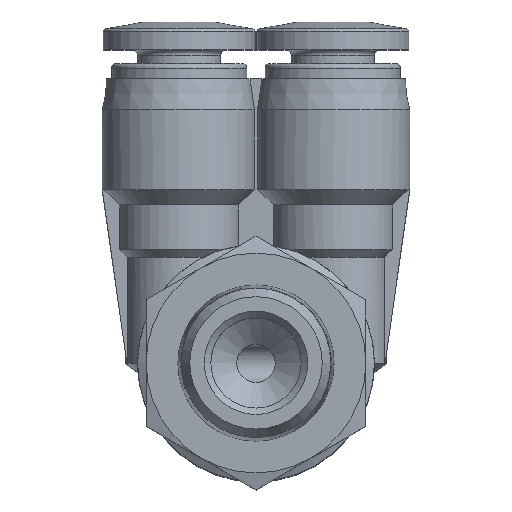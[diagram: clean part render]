
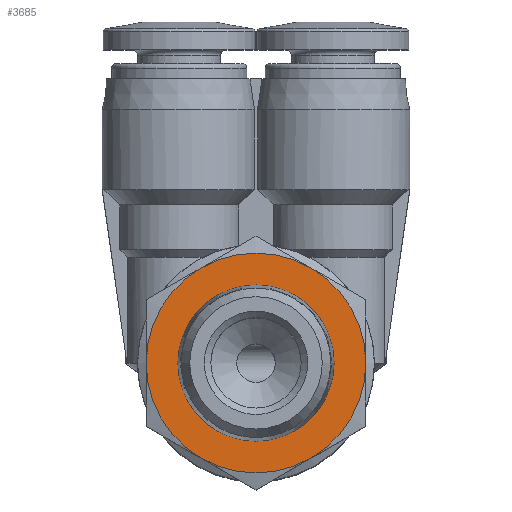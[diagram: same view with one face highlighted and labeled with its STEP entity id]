
A CAD part, top view. The second image highlights one B-rep face of the part: STEP entity #3685.
In plain terms, the highlighted planar face has unit normal (0, 0, 1).
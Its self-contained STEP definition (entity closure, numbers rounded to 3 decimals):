
#266=PLANE('',#3923);
#428=CIRCLE('',#3912,5.082);
#429=CIRCLE('',#3914,7.145);
#430=CIRCLE('',#3916,7.145);
#431=CIRCLE('',#3918,7.145);
#432=CIRCLE('',#3920,7.145);
#433=CIRCLE('',#3922,7.145);
#434=CIRCLE('',#3924,7.145);
#751=ORIENTED_EDGE('',*,*,#1381,.F.);
#752=ORIENTED_EDGE('',*,*,#1380,.F.);
#753=ORIENTED_EDGE('',*,*,#1379,.F.);
#754=ORIENTED_EDGE('',*,*,#1382,.F.);
#755=ORIENTED_EDGE('',*,*,#1378,.F.);
#756=ORIENTED_EDGE('',*,*,#1377,.F.);
#757=ORIENTED_EDGE('',*,*,#1376,.F.);
#1376=EDGE_CURVE('',#1698,#1698,#428,.T.);
#1377=EDGE_CURVE('',#1689,#1691,#429,.T.);
#1378=EDGE_CURVE('',#1691,#1693,#430,.T.);
#1379=EDGE_CURVE('',#1694,#1685,#431,.T.);
#1380=EDGE_CURVE('',#1685,#1687,#432,.T.);
#1381=EDGE_CURVE('',#1687,#1689,#433,.T.);
#1382=EDGE_CURVE('',#1693,#1694,#434,.T.);
#1685=VERTEX_POINT('',#5436);
#1687=VERTEX_POINT('',#5448);
#1689=VERTEX_POINT('',#5460);
#1691=VERTEX_POINT('',#5472);
#1693=VERTEX_POINT('',#5484);
#1694=VERTEX_POINT('',#5494);
#1698=VERTEX_POINT('',#5509);
#1887=EDGE_LOOP('',(#751,#752,#753,#754,#755,#756));
#1888=EDGE_LOOP('',(#757));
#2145=FACE_BOUND('',#1887,.T.);
#2146=FACE_BOUND('',#1888,.T.);
#3685=ADVANCED_FACE('',(#2145,#2146),#266,.F.);
#3912=AXIS2_PLACEMENT_3D('',#5508,#4380,#4381);
#3914=AXIS2_PLACEMENT_3D('',#5511,#4384,#4385);
#3916=AXIS2_PLACEMENT_3D('',#5513,#4388,#4389);
#3918=AXIS2_PLACEMENT_3D('',#5515,#4392,#4393);
#3920=AXIS2_PLACEMENT_3D('',#5517,#4396,#4397);
#3922=AXIS2_PLACEMENT_3D('',#5519,#4400,#4401);
#3923=AXIS2_PLACEMENT_3D('',#5520,#4402,#4403);
#3924=AXIS2_PLACEMENT_3D('',#5521,#4404,#4405);
#4380=DIRECTION('',(0.,0.,1.));
#4381=DIRECTION('',(1.,0.,0.));
#4384=DIRECTION('',(0.,0.,-1.));
#4385=DIRECTION('',(-1.,0.,0.));
#4388=DIRECTION('',(0.,0.,-1.));
#4389=DIRECTION('',(-1.,0.,0.));
#4392=DIRECTION('',(0.,0.,-1.));
#4393=DIRECTION('',(-1.,0.,0.));
#4396=DIRECTION('',(0.,0.,-1.));
#4397=DIRECTION('',(-1.,0.,0.));
#4400=DIRECTION('',(0.,0.,-1.));
#4401=DIRECTION('',(-1.,0.,0.));
#4402=DIRECTION('',(0.,0.,-1.));
#4403=DIRECTION('',(-1.,0.,0.));
#4404=DIRECTION('',(0.,0.,-1.));
#4405=DIRECTION('',(-1.,0.,0.));
#5436=CARTESIAN_POINT('',(-7.145,0.,0.));
#5448=CARTESIAN_POINT('',(-3.573,6.188,0.));
#5460=CARTESIAN_POINT('',(3.573,6.188,0.));
#5472=CARTESIAN_POINT('',(7.145,0.,0.));
#5484=CARTESIAN_POINT('',(3.573,-6.188,0.));
#5494=CARTESIAN_POINT('',(-3.573,-6.188,0.));
#5508=CARTESIAN_POINT('',(0.,0.,0.));
#5509=CARTESIAN_POINT('',(5.082,0.,0.));
#5511=CARTESIAN_POINT('',(0.,0.,0.));
#5513=CARTESIAN_POINT('',(0.,0.,0.));
#5515=CARTESIAN_POINT('',(0.,0.,0.));
#5517=CARTESIAN_POINT('',(0.,0.,0.));
#5519=CARTESIAN_POINT('',(0.,0.,0.));
#5520=CARTESIAN_POINT('',(0.,0.,0.));
#5521=CARTESIAN_POINT('',(0.,0.,0.));
